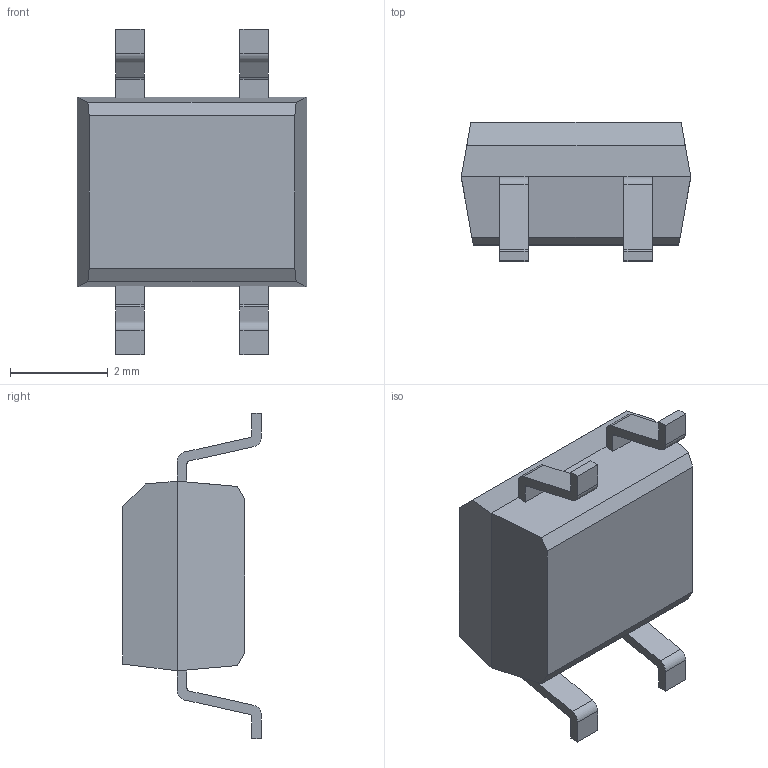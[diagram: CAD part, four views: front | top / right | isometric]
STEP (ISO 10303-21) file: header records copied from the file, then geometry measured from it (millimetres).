
FILE_DESCRIPTION (( 'STEP AP214' ), '1' );
FILE_NAME ('MBS.STEP', '2020-07-20T01:37:25', ( '' ), ( '' ), 'SwSTEP 2.0', 'SolidWorks 2018', '' );
FILE_SCHEMA (( 'AUTOMOTIVE_DESIGN' ));
Length unit declared in the file: millimetre
Products named in the file (1): MBS
Bounding box: 4.69 x 2.83 x 6.65 mm (x, y, z)
Volume: 42.6 mm3; surface area: 86.2 mm2
Topology: 1 solids, 1 shells, 65 faces, 177 edges, 114 vertices
Faces by surface type: plane 49, cylinder 16
Entity records: 2204 total; most frequent: CARTESIAN_POINT 357, ORIENTED_EDGE 354, DIRECTION 341, EDGE_CURVE 177, VECTOR 145, LINE 145, VERTEX_POINT 114, AXIS2_PLACEMENT_3D 98
